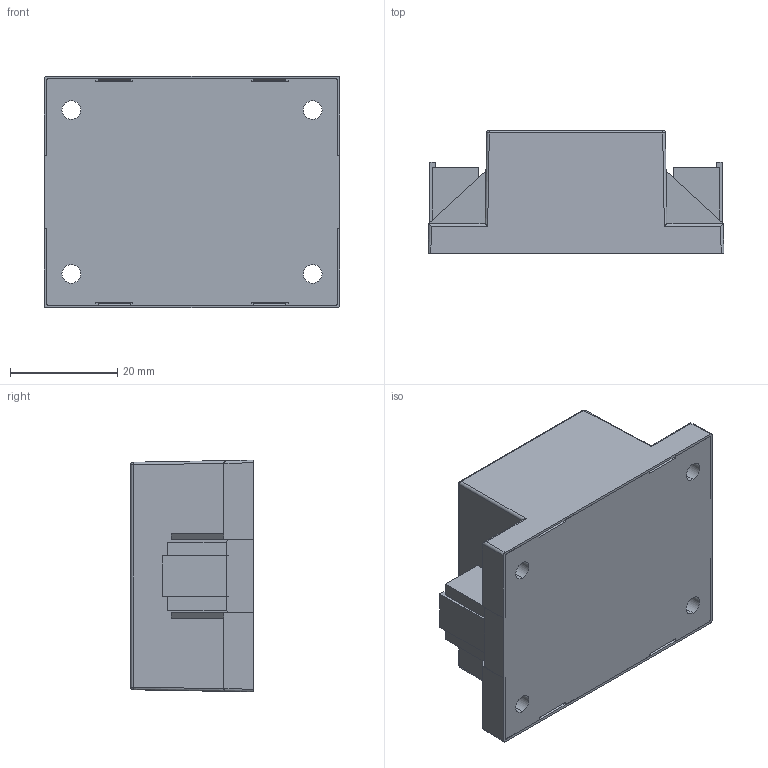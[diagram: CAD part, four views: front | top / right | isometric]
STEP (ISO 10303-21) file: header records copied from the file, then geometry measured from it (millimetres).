
FILE_DESCRIPTION (( 'STEP AP214' ), '1' );
FILE_NAME ('TMPW 5-105-J.STEP', '2022-04-07T05:39:42', ( '' ), ( '' ), 'SwSTEP 2.0', 'SolidWorks 2017', '' );
FILE_SCHEMA (( 'AUTOMOTIVE_DESIGN' ));
Length unit declared in the file: millimetre
Products named in the file (1): TMPW 5-105-J
Bounding box: 55.1 x 22.9 x 43.2 mm (x, y, z)
Volume: 10448.9 mm3; surface area: 24096.5 mm2
Topology: 5 solids, 5 shells, 497 faces, 1361 edges, 890 vertices
Faces by surface type: plane 407, cylinder 68, torus 10, cone 8, sphere 4
Entity records: 16595 total; most frequent: CARTESIAN_POINT 3155, ORIENTED_EDGE 2722, DIRECTION 2439, EDGE_CURVE 1361, LINE 1187, VECTOR 1187, VERTEX_POINT 890, AXIS2_PLACEMENT_3D 626
